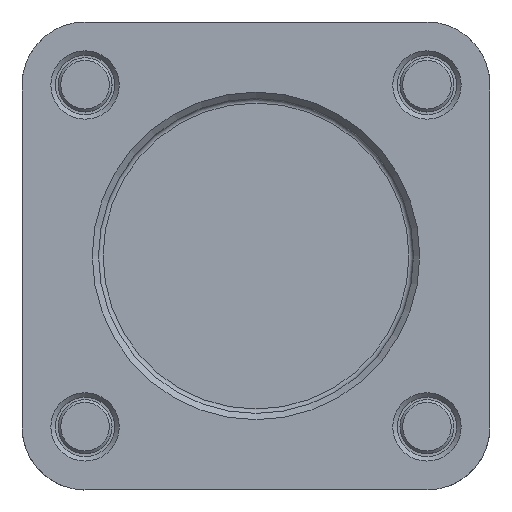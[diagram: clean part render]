
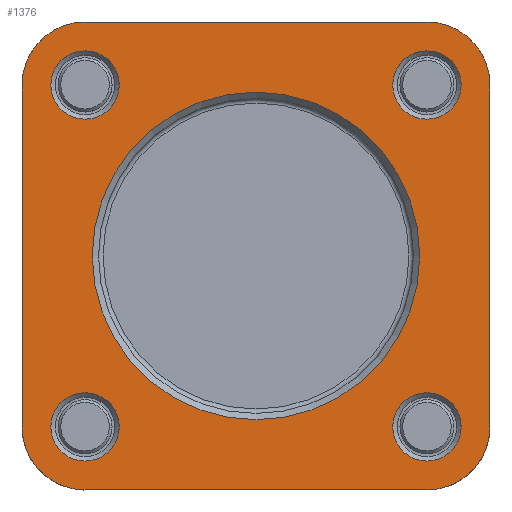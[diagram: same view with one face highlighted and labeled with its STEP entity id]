
A CAD part, top view. The second image highlights one B-rep face of the part: STEP entity #1376.
In plain terms, the highlighted planar face has unit normal (0, 0, 1).
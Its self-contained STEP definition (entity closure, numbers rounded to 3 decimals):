
#1242=CARTESIAN_POINT('',(22.8,19.0,9.0));
#1243=VERTEX_POINT('',#1242);
#1244=CARTESIAN_POINT('',(19.0,19.0,9.0));
#1245=DIRECTION('',(0.0,0.0,1.0));
#1246=DIRECTION('',(-1.0,0.0,0.0));
#1247=AXIS2_PLACEMENT_3D('',#1244,#1245,#1246);
#1248=CIRCLE('',#1247,3.8);
#1249=EDGE_CURVE('',#1243,#1243,#1248,.T.);
#1254=CARTESIAN_POINT('',(0.,0.,9.0));
#1255=DIRECTION('',(0.0,0.0,1.0));
#1256=DIRECTION('',(1.0,0.0,0.0));
#1257=AXIS2_PLACEMENT_3D('',#1254,#1255,#1256);
#1258=PLANE('',#1257);
#1259=CARTESIAN_POINT('',(-19.0,-26.,9.0));
#1260=VERTEX_POINT('',#1259);
#1261=CARTESIAN_POINT('',(-26.0,-19.,9.0));
#1262=VERTEX_POINT('',#1261);
#1263=CARTESIAN_POINT('',(-19.0,-19.,9.0));
#1264=DIRECTION('',(0.0,0.0,-1.));
#1265=DIRECTION('',(-0.707,-0.707,0.0));
#1266=AXIS2_PLACEMENT_3D('',#1263,#1264,#1265);
#1267=CIRCLE('',#1266,7.0);
#1268=EDGE_CURVE('',#1260,#1262,#1267,.T.);
#1269=ORIENTED_EDGE('',*,*,#1268,.F.);
#1270=CARTESIAN_POINT('',(19.0,-26.,9.0));
#1271=VERTEX_POINT('',#1270);
#1272=CARTESIAN_POINT('',(19.0,-26.,9.0));
#1273=DIRECTION('',(-1.0,0.0,0.0));
#1274=VECTOR('',#1273,38.0);
#1275=LINE('',#1272,#1274);
#1276=EDGE_CURVE('',#1271,#1260,#1275,.T.);
#1277=ORIENTED_EDGE('',*,*,#1276,.F.);
#1278=CARTESIAN_POINT('',(26.0,-19.,9.0));
#1279=VERTEX_POINT('',#1278);
#1280=CARTESIAN_POINT('',(19.0,-19.,9.0));
#1281=DIRECTION('',(0.0,0.0,-1.0));
#1282=DIRECTION('',(0.707,-0.707,0.0));
#1283=AXIS2_PLACEMENT_3D('',#1280,#1281,#1282);
#1284=CIRCLE('',#1283,7.);
#1285=EDGE_CURVE('',#1279,#1271,#1284,.T.);
#1286=ORIENTED_EDGE('',*,*,#1285,.F.);
#1287=CARTESIAN_POINT('',(26.,19.0,9.0));
#1288=VERTEX_POINT('',#1287);
#1289=CARTESIAN_POINT('',(26.,19.0,9.0));
#1290=DIRECTION('',(0.0,-1.0,0.0));
#1291=VECTOR('',#1290,38.);
#1292=LINE('',#1289,#1291);
#1293=EDGE_CURVE('',#1288,#1279,#1292,.T.);
#1294=ORIENTED_EDGE('',*,*,#1293,.F.);
#1295=CARTESIAN_POINT('',(19.,26.0,9.0));
#1296=VERTEX_POINT('',#1295);
#1297=CARTESIAN_POINT('',(19.,19.0,9.0));
#1298=DIRECTION('',(0.0,0.0,-1.));
#1299=DIRECTION('',(0.707,0.707,0.0));
#1300=AXIS2_PLACEMENT_3D('',#1297,#1298,#1299);
#1301=CIRCLE('',#1300,7.0);
#1302=EDGE_CURVE('',#1296,#1288,#1301,.T.);
#1303=ORIENTED_EDGE('',*,*,#1302,.F.);
#1304=CARTESIAN_POINT('',(-19.,26.,9.0));
#1305=VERTEX_POINT('',#1304);
#1306=CARTESIAN_POINT('',(-19.,26.,9.0));
#1307=DIRECTION('',(1.0,0.0,0.0));
#1308=VECTOR('',#1307,38.0);
#1309=LINE('',#1306,#1308);
#1310=EDGE_CURVE('',#1305,#1296,#1309,.T.);
#1311=ORIENTED_EDGE('',*,*,#1310,.F.);
#1312=CARTESIAN_POINT('',(-26.,19.,9.0));
#1313=VERTEX_POINT('',#1312);
#1314=CARTESIAN_POINT('',(-19.,19.,9.0));
#1315=DIRECTION('',(0.0,0.0,-1.));
#1316=DIRECTION('',(-0.707,0.707,0.0));
#1317=AXIS2_PLACEMENT_3D('',#1314,#1315,#1316);
#1318=CIRCLE('',#1317,7.0);
#1319=EDGE_CURVE('',#1313,#1305,#1318,.T.);
#1320=ORIENTED_EDGE('',*,*,#1319,.F.);
#1321=CARTESIAN_POINT('',(-26.0,-19.,9.0));
#1322=DIRECTION('',(0.0,1.0,0.0));
#1323=VECTOR('',#1322,38.0);
#1324=LINE('',#1321,#1323);
#1325=EDGE_CURVE('',#1262,#1313,#1324,.T.);
#1326=ORIENTED_EDGE('',*,*,#1325,.F.);
#1327=EDGE_LOOP('',(#1269,#1277,#1286,#1294,#1303,#1311,#1320,#1326));
#1328=FACE_OUTER_BOUND('',#1327,.T.);
#1329=CARTESIAN_POINT('',(-15.2,19.0,9.0));
#1330=VERTEX_POINT('',#1329);
#1331=CARTESIAN_POINT('',(-19.,19.0,9.0));
#1332=DIRECTION('',(0.0,0.0,1.0));
#1333=DIRECTION('',(-1.0,0.0,0.0));
#1334=AXIS2_PLACEMENT_3D('',#1331,#1332,#1333);
#1335=CIRCLE('',#1334,3.8);
#1336=EDGE_CURVE('',#1330,#1330,#1335,.T.);
#1337=ORIENTED_EDGE('',*,*,#1336,.F.);
#1338=EDGE_LOOP('',(#1337));
#1339=FACE_BOUND('',#1338,.T.);
#1340=CARTESIAN_POINT('',(-15.2,-19.0,9.0));
#1341=VERTEX_POINT('',#1340);
#1342=CARTESIAN_POINT('',(-19.,-19.0,9.0));
#1343=DIRECTION('',(0.0,0.0,1.0));
#1344=DIRECTION('',(-1.0,0.0,0.0));
#1345=AXIS2_PLACEMENT_3D('',#1342,#1343,#1344);
#1346=CIRCLE('',#1345,3.8);
#1347=EDGE_CURVE('',#1341,#1341,#1346,.T.);
#1348=ORIENTED_EDGE('',*,*,#1347,.F.);
#1349=EDGE_LOOP('',(#1348));
#1350=FACE_BOUND('',#1349,.T.);
#1351=CARTESIAN_POINT('',(18.2,0.,9.0));
#1352=VERTEX_POINT('',#1351);
#1353=CARTESIAN_POINT('',(0.0,0.0,9.0));
#1354=DIRECTION('',(0.0,0.0,1.0));
#1355=DIRECTION('',(-1.0,0.0,0.0));
#1356=AXIS2_PLACEMENT_3D('',#1353,#1354,#1355);
#1357=CIRCLE('',#1356,18.2);
#1358=EDGE_CURVE('',#1352,#1352,#1357,.T.);
#1359=ORIENTED_EDGE('',*,*,#1358,.F.);
#1360=EDGE_LOOP('',(#1359));
#1361=FACE_BOUND('',#1360,.T.);
#1362=CARTESIAN_POINT('',(22.8,-19.0,9.0));
#1363=VERTEX_POINT('',#1362);
#1364=CARTESIAN_POINT('',(19.0,-19.0,9.0));
#1365=DIRECTION('',(0.0,0.0,1.0));
#1366=DIRECTION('',(-1.0,0.0,0.0));
#1367=AXIS2_PLACEMENT_3D('',#1364,#1365,#1366);
#1368=CIRCLE('',#1367,3.8);
#1369=EDGE_CURVE('',#1363,#1363,#1368,.T.);
#1370=ORIENTED_EDGE('',*,*,#1369,.F.);
#1371=EDGE_LOOP('',(#1370));
#1372=FACE_BOUND('',#1371,.T.);
#1373=ORIENTED_EDGE('',*,*,#1249,.F.);
#1374=EDGE_LOOP('',(#1373));
#1375=FACE_BOUND('',#1374,.T.);
#1376=ADVANCED_FACE('',(#1328,#1339,#1350,#1361,#1372,#1375),#1258,.T.);
